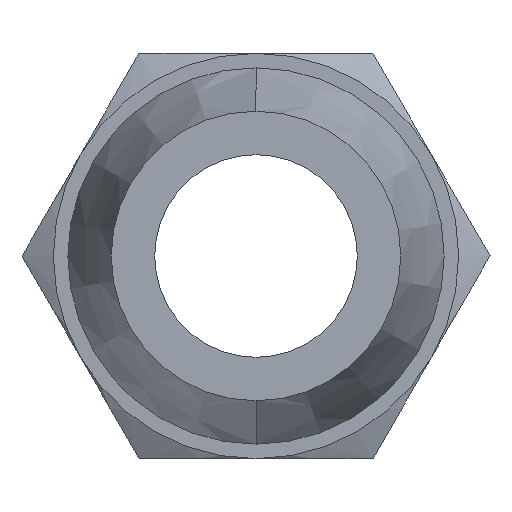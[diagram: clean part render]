
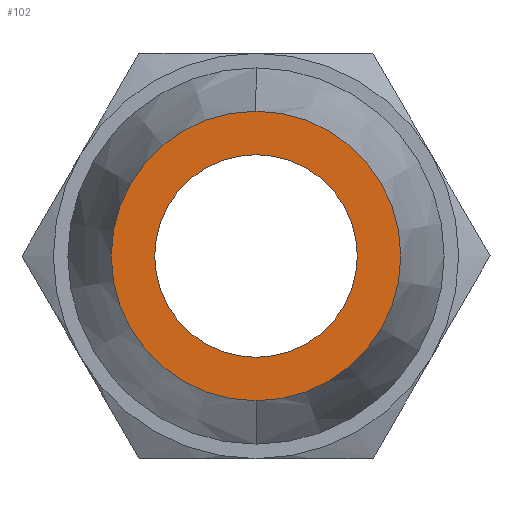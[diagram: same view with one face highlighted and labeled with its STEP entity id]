
A CAD part, front view. The second image highlights one B-rep face of the part: STEP entity #102.
In plain terms, the highlighted planar face has unit normal (0, -1, 0).
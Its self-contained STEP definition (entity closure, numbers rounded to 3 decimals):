
#102=ADVANCED_FACE('',(#214,#215),#216,.F.);
#214=FACE_BOUND('',#335,.T.);
#215=FACE_OUTER_BOUND('',#336,.T.);
#216=PLANE('',#337);
#335=EDGE_LOOP('',(#575,#576));
#336=EDGE_LOOP('',(#577,#578));
#337=AXIS2_PLACEMENT_3D('',#579,#580,#581);
#575=ORIENTED_EDGE('',*,*,#783,.F.);
#576=ORIENTED_EDGE('',*,*,#710,.F.);
#577=ORIENTED_EDGE('',*,*,#780,.T.);
#578=ORIENTED_EDGE('',*,*,#713,.T.);
#579=CARTESIAN_POINT('',(-2.5,0.,0.0));
#580=DIRECTION('',(0.,1.0,0.0));
#581=DIRECTION('',(0.0,0.0,-1.0));
#710=EDGE_CURVE('',#841,#843,#844,.T.);
#713=EDGE_CURVE('',#847,#848,#849,.T.);
#780=EDGE_CURVE('',#848,#847,#946,.T.);
#783=EDGE_CURVE('',#843,#841,#949,.T.);
#841=VERTEX_POINT('',#1015);
#843=VERTEX_POINT('',#1018);
#844=CIRCLE('',#1019,1.75);
#847=VERTEX_POINT('',#1023);
#848=VERTEX_POINT('',#1024);
#849=CIRCLE('',#1025,2.5);
#946=CIRCLE('',#1229,2.5);
#949=CIRCLE('',#1232,1.75);
#1015=CARTESIAN_POINT('',(0.,0.,-1.75));
#1018=CARTESIAN_POINT('',(0.,0.,1.75));
#1019=AXIS2_PLACEMENT_3D('',#1286,#1287,#1288);
#1023=CARTESIAN_POINT('',(0.,0.,2.5));
#1024=CARTESIAN_POINT('',(0.0,0.0,-2.5));
#1025=AXIS2_PLACEMENT_3D('',#1290,#1291,#1292);
#1229=AXIS2_PLACEMENT_3D('',#1355,#1356,#1357);
#1232=AXIS2_PLACEMENT_3D('',#1361,#1362,#1363);
#1286=CARTESIAN_POINT('',(0.0,0.0,0.0));
#1287=DIRECTION('',(0.,-1.0,0.0));
#1288=DIRECTION('',(0.0,0.0,1.0));
#1290=CARTESIAN_POINT('',(0.0,0.0,0.0));
#1291=DIRECTION('',(0.,-1.0,0.0));
#1292=DIRECTION('',(0.0,0.0,1.0));
#1355=CARTESIAN_POINT('',(0.0,0.0,0.0));
#1356=DIRECTION('',(0.,-1.0,0.0));
#1357=DIRECTION('',(0.0,0.0,1.0));
#1361=CARTESIAN_POINT('',(0.0,0.0,0.0));
#1362=DIRECTION('',(0.,-1.0,0.0));
#1363=DIRECTION('',(0.0,0.0,1.0));
